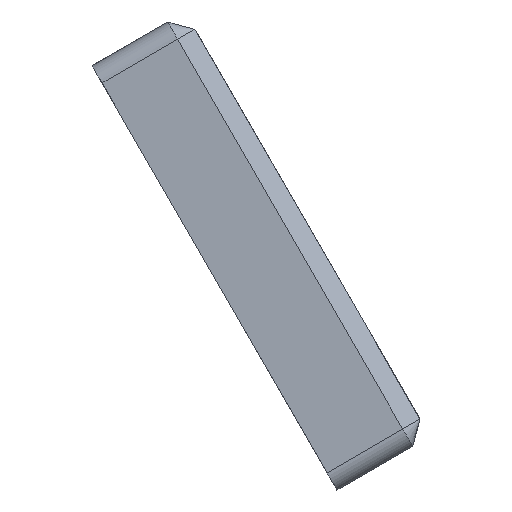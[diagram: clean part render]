
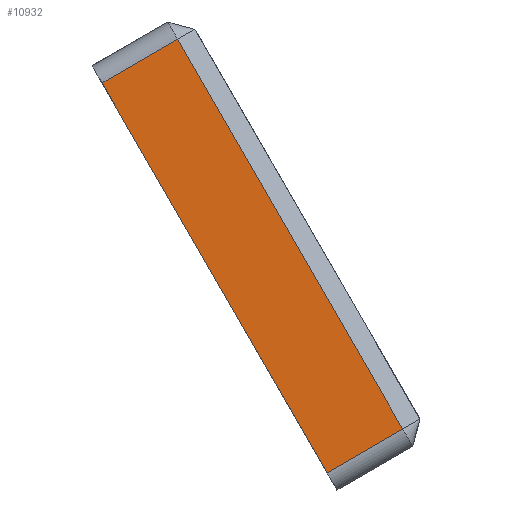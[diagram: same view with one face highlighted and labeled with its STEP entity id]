
A CAD part, left-side view. The second image highlights one B-rep face of the part: STEP entity #10932.
In plain terms, the highlighted planar face has unit normal (-1, 0, 0).
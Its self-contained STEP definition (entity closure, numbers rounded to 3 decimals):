
#988=FACE_OUTER_BOUND('',#1606,.T.);
#1606=EDGE_LOOP('',(#8204,#8205,#8206,#8207));
#2130=LINE('',#15864,#3312);
#2133=LINE('',#15873,#3315);
#2513=LINE('',#16972,#3695);
#2514=LINE('',#16973,#3696);
#3312=VECTOR('',#12545,1000.);
#3315=VECTOR('',#12554,1000.);
#3695=VECTOR('',#13644,1000.);
#3696=VECTOR('',#13645,1000.);
#4499=VERTEX_POINT('',#15844);
#4503=VERTEX_POINT('',#15853);
#4506=VERTEX_POINT('',#15863);
#4509=VERTEX_POINT('',#15871);
#5598=EDGE_CURVE('',#4506,#4503,#2130,.T.);
#5603=EDGE_CURVE('',#4509,#4499,#2133,.T.);
#6148=EDGE_CURVE('',#4499,#4503,#2513,.T.);
#6149=EDGE_CURVE('',#4509,#4506,#2514,.T.);
#8204=ORIENTED_EDGE('',*,*,#6148,.F.);
#8205=ORIENTED_EDGE('',*,*,#5603,.F.);
#8206=ORIENTED_EDGE('',*,*,#6149,.T.);
#8207=ORIENTED_EDGE('',*,*,#5598,.T.);
#10440=PLANE('',#11741);
#10932=ADVANCED_FACE('',(#988),#10440,.T.);
#11741=AXIS2_PLACEMENT_3D('',#16971,#13642,#13643);
#12545=DIRECTION('',(0.,-0.866,0.5));
#12554=DIRECTION('',(0.,-0.866,0.5));
#13642=DIRECTION('center_axis',(-1.,0.,0.));
#13643=DIRECTION('ref_axis',(0.,-1.,0.));
#13644=DIRECTION('',(0.,-0.5,-0.866));
#13645=DIRECTION('',(0.,-0.5,-0.866));
#15844=CARTESIAN_POINT('',(-41.82,-116.091,46.696));
#15853=CARTESIAN_POINT('',(-41.82,-134.191,15.346));
#15863=CARTESIAN_POINT('',(-41.82,-128.1,11.83));
#15864=CARTESIAN_POINT('',(-41.82,-135.057,15.846));
#15871=CARTESIAN_POINT('',(-41.82,-110.,43.18));
#15873=CARTESIAN_POINT('',(-41.82,-116.957,47.196));
#16971=CARTESIAN_POINT('Origin',(-41.82,-135.857,14.461));
#16972=CARTESIAN_POINT('',(-41.82,-130.066,22.491));
#16973=CARTESIAN_POINT('',(-41.82,-123.975,18.975));
